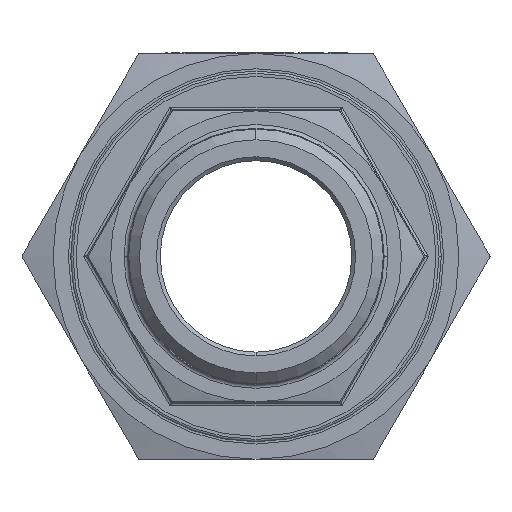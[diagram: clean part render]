
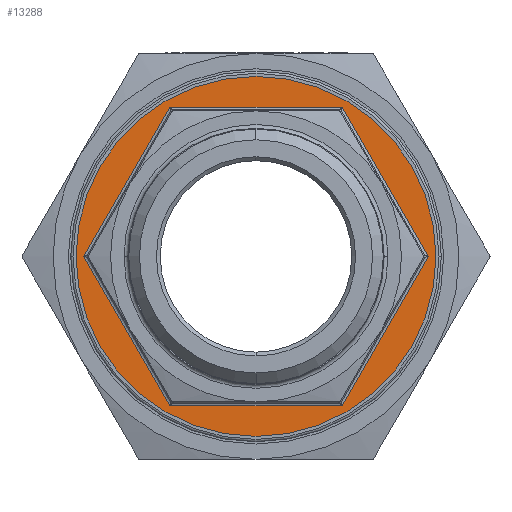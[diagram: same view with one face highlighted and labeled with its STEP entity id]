
A CAD part, left-side view. The second image highlights one B-rep face of the part: STEP entity #13288.
In plain terms, the highlighted planar face has unit normal (-1, 0, 0).
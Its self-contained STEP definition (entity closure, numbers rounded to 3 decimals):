
#141 = EDGE_LOOP ( 'NONE', ( #3867, #11123, #9836, #4676, #342, #12443 ) ) ;
#342 = ORIENTED_EDGE ( 'NONE', *, *, #14297, .F. ) ;
#527 = CARTESIAN_POINT ( 'NONE',  ( -9.5, 22.517, 0. ) ) ;
#966 = VERTEX_POINT ( 'NONE', #4937 ) ;
#1058 = CARTESIAN_POINT ( 'NONE',  ( -9.5, 11.258, -19.5 ) ) ;
#1209 = DIRECTION ( 'NONE',  ( 1., 0., 0. ) ) ;
#1271 = VECTOR ( 'NONE', #11504, 1000. ) ;
#1430 = VERTEX_POINT ( 'NONE', #527 ) ;
#1591 = VECTOR ( 'NONE', #1772, 1000. ) ;
#1772 = DIRECTION ( 'NONE',  ( 0., 1., 0. ) ) ;
#2167 = EDGE_LOOP ( 'NONE', ( #8164, #10641 ) ) ;
#2243 = CIRCLE ( 'NONE', #4886, 23.5 ) ;
#2504 = VECTOR ( 'NONE', #14702, 1000. ) ;
#3222 = VECTOR ( 'NONE', #4563, 1000. ) ;
#3333 = DIRECTION ( 'NONE',  ( 0., -0.5, 0.866 ) ) ;
#3721 = VERTEX_POINT ( 'NONE', #3756 ) ;
#3756 = CARTESIAN_POINT ( 'NONE',  ( -9.5, -11.258, 19.5 ) ) ;
#3867 = ORIENTED_EDGE ( 'NONE', *, *, #10213, .F. ) ;
#4007 = DIRECTION ( 'NONE',  ( 0., 0., 1. ) ) ;
#4010 = LINE ( 'NONE', #10182, #1271 ) ;
#4167 = DIRECTION ( 'NONE',  ( -1., 0., 0. ) ) ;
#4173 = CARTESIAN_POINT ( 'NONE',  ( -9.5, -22.517, 0. ) ) ;
#4563 = DIRECTION ( 'NONE',  ( 0., 0.5, -0.866 ) ) ;
#4676 = ORIENTED_EDGE ( 'NONE', *, *, #10330, .F. ) ;
#4802 = VERTEX_POINT ( 'NONE', #4173 ) ;
#4828 = DIRECTION ( 'NONE',  ( 0., 1., 0. ) ) ;
#4886 = AXIS2_PLACEMENT_3D ( 'NONE', #10162, #7732, #4007 ) ;
#4937 = CARTESIAN_POINT ( 'NONE',  ( -9.5, 0., -23.5 ) ) ;
#5079 = VERTEX_POINT ( 'NONE', #6381 ) ;
#5645 = LINE ( 'NONE', #7649, #1591 ) ;
#5838 = FACE_BOUND ( 'NONE', #141, .T. ) ;
#5852 = CARTESIAN_POINT ( 'NONE',  ( -9.5, 0., 0. ) ) ;
#6144 = AXIS2_PLACEMENT_3D ( 'NONE', #5852, #1209, #4828 ) ;
#6164 = VECTOR ( 'NONE', #3333, 1000. ) ;
#6381 = CARTESIAN_POINT ( 'NONE',  ( -9.5, 0., 23.5 ) ) ;
#6898 = CIRCLE ( 'NONE', #7771, 23.5 ) ;
#7025 = CARTESIAN_POINT ( 'NONE',  ( -9.5, -14.145, -14.5 ) ) ;
#7355 = EDGE_CURVE ( 'NONE', #14330, #1430, #8634, .T. ) ;
#7620 = CARTESIAN_POINT ( 'NONE',  ( -9.5, 0., 0. ) ) ;
#7649 = CARTESIAN_POINT ( 'NONE',  ( -9.5, -5.485, 19.5 ) ) ;
#7732 = DIRECTION ( 'NONE',  ( -1., 0., 0. ) ) ;
#7771 = AXIS2_PLACEMENT_3D ( 'NONE', #7620, #4167, #13706 ) ;
#8120 = CARTESIAN_POINT ( 'NONE',  ( -9.5, -19.63, 5. ) ) ;
#8164 = ORIENTED_EDGE ( 'NONE', *, *, #8174, .T. ) ;
#8174 = EDGE_CURVE ( 'NONE', #5079, #966, #6898, .T. ) ;
#8620 = VECTOR ( 'NONE', #9230, 1000. ) ;
#8634 = LINE ( 'NONE', #15150, #3222 ) ;
#8693 = VERTEX_POINT ( 'NONE', #1058 ) ;
#9230 = DIRECTION ( 'NONE',  ( 0., 0.5, 0.866 ) ) ;
#9836 = ORIENTED_EDGE ( 'NONE', *, *, #13123, .F. ) ;
#9945 = LINE ( 'NONE', #7025, #6164 ) ;
#9997 = LINE ( 'NONE', #13559, #2504 ) ;
#10162 = CARTESIAN_POINT ( 'NONE',  ( -9.5, 0., 0. ) ) ;
#10182 = CARTESIAN_POINT ( 'NONE',  ( -9.5, 19.63, -5. ) ) ;
#10213 = EDGE_CURVE ( 'NONE', #1430, #8693, #4010, .T. ) ;
#10330 = EDGE_CURVE ( 'NONE', #4802, #3721, #14669, .T. ) ;
#10641 = ORIENTED_EDGE ( 'NONE', *, *, #14708, .T. ) ;
#10671 = PLANE ( 'NONE',  #6144 ) ;
#11123 = ORIENTED_EDGE ( 'NONE', *, *, #7355, .F. ) ;
#11504 = DIRECTION ( 'NONE',  ( 0., -0.5, -0.866 ) ) ;
#11688 = CARTESIAN_POINT ( 'NONE',  ( -9.5, 11.258, 19.5 ) ) ;
#12253 = FACE_OUTER_BOUND ( 'NONE', #2167, .T. ) ;
#12401 = EDGE_CURVE ( 'NONE', #8693, #14730, #9997, .T. ) ;
#12443 = ORIENTED_EDGE ( 'NONE', *, *, #12401, .F. ) ;
#12636 = CARTESIAN_POINT ( 'NONE',  ( -9.5, -11.258, -19.5 ) ) ;
#13123 = EDGE_CURVE ( 'NONE', #3721, #14330, #5645, .T. ) ;
#13288 = ADVANCED_FACE ( 'NONE', ( #12253, #5838 ), #10671, .F. ) ;
#13559 = CARTESIAN_POINT ( 'NONE',  ( -9.5, 5.485, -19.5 ) ) ;
#13706 = DIRECTION ( 'NONE',  ( 0., 0., 1. ) ) ;
#14297 = EDGE_CURVE ( 'NONE', #14730, #4802, #9945, .T. ) ;
#14330 = VERTEX_POINT ( 'NONE', #11688 ) ;
#14669 = LINE ( 'NONE', #8120, #8620 ) ;
#14702 = DIRECTION ( 'NONE',  ( 0., -1., 0. ) ) ;
#14708 = EDGE_CURVE ( 'NONE', #966, #5079, #2243, .T. ) ;
#14730 = VERTEX_POINT ( 'NONE', #12636 ) ;
#15150 = CARTESIAN_POINT ( 'NONE',  ( -9.5, 14.145, 14.5 ) ) ;
